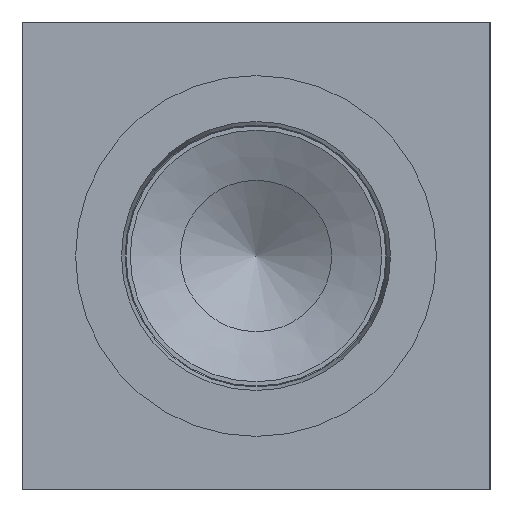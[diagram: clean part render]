
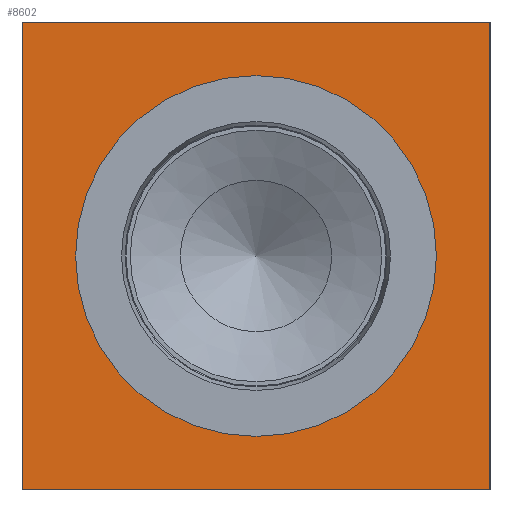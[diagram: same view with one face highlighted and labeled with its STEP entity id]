
A CAD part, left-side view. The second image highlights one B-rep face of the part: STEP entity #8602.
In plain terms, the highlighted planar face has unit normal (-1, 0, 0).
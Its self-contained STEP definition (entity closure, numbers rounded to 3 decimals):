
#376=CIRCLE('',#9218,44.069);
#377=CIRCLE('',#9219,44.069);
#450=FACE_BOUND('',#1662,.T.);
#1152=FACE_OUTER_BOUND('',#1661,.T.);
#1661=EDGE_LOOP('',(#7589,#7590,#7591,#7592));
#1662=EDGE_LOOP('',(#7593,#7594));
#1949=LINE('',#13093,#2723);
#2444=LINE('',#14777,#3218);
#2445=LINE('',#14778,#3219);
#2446=LINE('',#14779,#3220);
#2723=VECTOR('',#9661,10.);
#3218=VECTOR('',#11228,10.);
#3219=VECTOR('',#11229,10.);
#3220=VECTOR('',#11230,10.);
#3506=VERTEX_POINT('',#13086);
#3509=VERTEX_POINT('',#13091);
#4023=VERTEX_POINT('',#14746);
#4024=VERTEX_POINT('',#14747);
#4033=VERTEX_POINT('',#14775);
#4034=VERTEX_POINT('',#14776);
#4460=EDGE_CURVE('',#3509,#3506,#1949,.T.);
#5212=EDGE_CURVE('',#4023,#4024,#376,.T.);
#5213=EDGE_CURVE('',#4024,#4023,#377,.T.);
#5226=EDGE_CURVE('',#4033,#4034,#2444,.T.);
#5227=EDGE_CURVE('',#4034,#3506,#2445,.T.);
#5228=EDGE_CURVE('',#4033,#3509,#2446,.T.);
#7589=ORIENTED_EDGE('',*,*,#5226,.T.);
#7590=ORIENTED_EDGE('',*,*,#5227,.T.);
#7591=ORIENTED_EDGE('',*,*,#4460,.F.);
#7592=ORIENTED_EDGE('',*,*,#5228,.F.);
#7593=ORIENTED_EDGE('',*,*,#5212,.T.);
#7594=ORIENTED_EDGE('',*,*,#5213,.T.);
#7866=PLANE('',#9232);
#8602=ADVANCED_FACE('',(#1152,#450),#7866,.T.);
#9218=AXIS2_PLACEMENT_3D('',#14748,#11194,#11195);
#9219=AXIS2_PLACEMENT_3D('',#14749,#11196,#11197);
#9232=AXIS2_PLACEMENT_3D('',#14774,#11226,#11227);
#9661=DIRECTION('',(0.,-1.,0.));
#11194=DIRECTION('center_axis',(1.,0.,0.));
#11195=DIRECTION('ref_axis',(0.,0.,1.));
#11196=DIRECTION('center_axis',(1.,0.,0.));
#11197=DIRECTION('ref_axis',(0.,0.,1.));
#11226=DIRECTION('center_axis',(-1.,0.,0.));
#11227=DIRECTION('ref_axis',(0.,-1.,0.));
#11228=DIRECTION('',(0.,-1.,0.));
#11229=DIRECTION('',(0.,0.,1.));
#11230=DIRECTION('',(0.,0.,1.));
#13086=CARTESIAN_POINT('',(0.,0.,114.3));
#13091=CARTESIAN_POINT('',(0.,114.3,114.3));
#13093=CARTESIAN_POINT('',(0.,114.3,114.3));
#14746=CARTESIAN_POINT('',(0.,57.15,101.219));
#14747=CARTESIAN_POINT('',(0.,57.15,13.081));
#14748=CARTESIAN_POINT('Origin',(0.,57.15,57.15));
#14749=CARTESIAN_POINT('Origin',(0.,57.15,57.15));
#14774=CARTESIAN_POINT('Origin',(0.,114.3,0.));
#14775=CARTESIAN_POINT('',(0.,114.3,0.));
#14776=CARTESIAN_POINT('',(0.,0.,0.));
#14777=CARTESIAN_POINT('',(0.,114.3,0.));
#14778=CARTESIAN_POINT('',(0.,0.,0.));
#14779=CARTESIAN_POINT('',(0.,114.3,0.));
